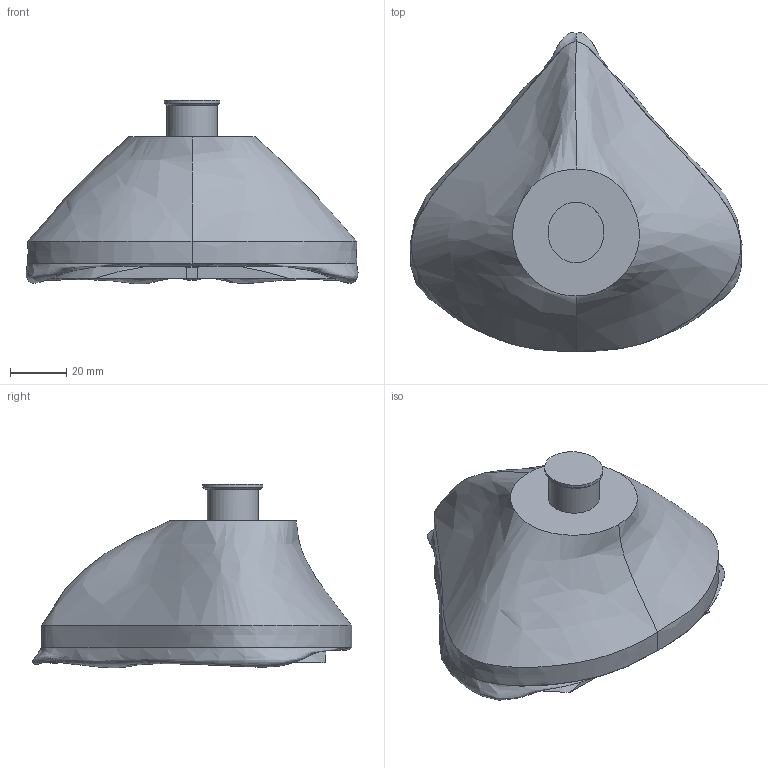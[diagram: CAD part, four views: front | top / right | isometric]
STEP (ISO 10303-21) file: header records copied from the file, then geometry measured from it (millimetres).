
FILE_DESCRIPTION( ( '' ), ' ' );
FILE_NAME( '5ea08d8f10d1c814c1f886e7.step', '2020-04-22T18:31:43', ( '' ), ( '' ), ' ', ' ', ' ' );
FILE_SCHEMA( ( 'AUTOMOTIVE_DESIGN { 1 0 10303 214 1 1 1 1 }' ) );
Length unit declared in the file: metre
Products named in the file (1): Mould part 2
Bounding box: 117.66 x 113.12 x 65 mm (x, y, z)
Volume: 254726.1 mm3; surface area: 33548.8 mm2
Topology: 1 solids, 1 shells, 35 faces, 79 edges, 48 vertices
Faces by surface type: bspline 15, plane 12, extrusion 5, cylinder 3
Full cylindrical faces by diameter (mm): 18 x1
Entity records: 7805 total; most frequent: CARTESIAN_POINT 6907, ORIENTED_EDGE 148, EDGE_CURVE 74, DIRECTION 62, B_SPLINE_CURVE_WITH_KNOTS 61, VERTEX_POINT 46, EDGE_LOOP 40, FACE_OUTER_BOUND 38
